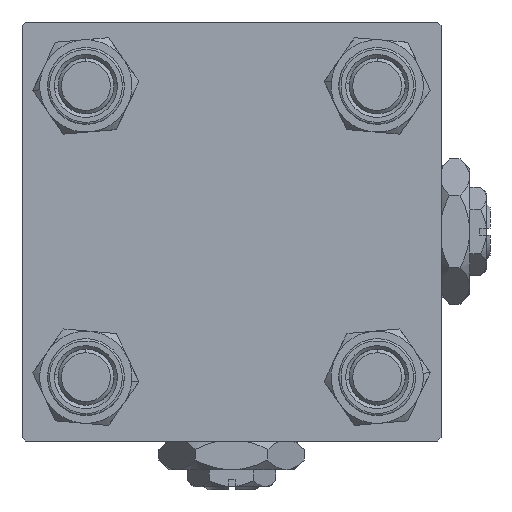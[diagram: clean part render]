
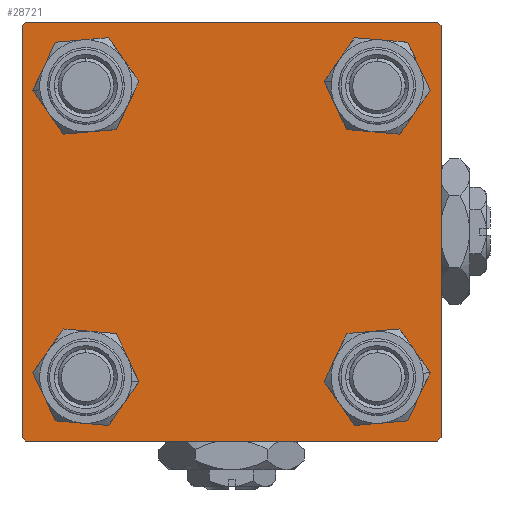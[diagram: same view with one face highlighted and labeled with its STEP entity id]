
A CAD part, left-side view. The second image highlights one B-rep face of the part: STEP entity #28721.
In plain terms, the highlighted planar face has unit normal (-1, 0, 0).
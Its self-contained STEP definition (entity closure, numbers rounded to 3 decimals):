
#289 = CIRCLE ( 'NONE', #49673, 4.5 ) ;
#428 = CARTESIAN_POINT ( 'NONE',  ( 0., 20.85, -25.35 ) ) ;
#613 = VERTEX_POINT ( 'NONE', #12930 ) ;
#638 = EDGE_CURVE ( 'NONE', #22908, #33337, #10641, .T. ) ;
#641 = CIRCLE ( 'NONE', #33873, 4.5 ) ;
#781 = CARTESIAN_POINT ( 'NONE',  ( 0., -29.5, -30. ) ) ;
#1183 = VECTOR ( 'NONE', #30552, 1000. ) ;
#1190 = ORIENTED_EDGE ( 'NONE', *, *, #20361, .T. ) ;
#1287 = VECTOR ( 'NONE', #40722, 1000. ) ;
#1319 = EDGE_CURVE ( 'NONE', #42362, #30476, #3787, .T. ) ;
#1515 = CARTESIAN_POINT ( 'NONE',  ( 0., 20.85, -16.35 ) ) ;
#1782 = ORIENTED_EDGE ( 'NONE', *, *, #16676, .T. ) ;
#2095 = ORIENTED_EDGE ( 'NONE', *, *, #53686, .T. ) ;
#2134 = EDGE_LOOP ( 'NONE', ( #9968, #1782 ) ) ;
#2222 = AXIS2_PLACEMENT_3D ( 'NONE', #20601, #38758, #11071 ) ;
#2328 = DIRECTION ( 'NONE',  ( 0., 0., 1. ) ) ;
#3142 = PLANE ( 'NONE',  #32947 ) ;
#3437 = FACE_BOUND ( 'NONE', #2134, .T. ) ;
#3787 = LINE ( 'NONE', #16893, #1183 ) ;
#3852 = DIRECTION ( 'NONE',  ( 0., -0.707, -0.707 ) ) ;
#4024 = VERTEX_POINT ( 'NONE', #781 ) ;
#4903 = EDGE_LOOP ( 'NONE', ( #55333, #53345, #34147, #8187, #7481, #2095, #9187, #27860 ) ) ;
#4965 = AXIS2_PLACEMENT_3D ( 'NONE', #41096, #50303, #36642 ) ;
#5072 = DIRECTION ( 'NONE',  ( 0., 0., -1. ) ) ;
#5280 = EDGE_CURVE ( 'NONE', #20640, #11174, #20276, .T. ) ;
#5441 = CARTESIAN_POINT ( 'NONE',  ( 0., 29.5, -30. ) ) ;
#6070 = ORIENTED_EDGE ( 'NONE', *, *, #9454, .T. ) ;
#6522 = CARTESIAN_POINT ( 'NONE',  ( 0., 30., -29.5 ) ) ;
#6864 = ORIENTED_EDGE ( 'NONE', *, *, #48912, .T. ) ;
#7001 = EDGE_CURVE ( 'NONE', #7895, #37052, #289, .T. ) ;
#7481 = ORIENTED_EDGE ( 'NONE', *, *, #40694, .F. ) ;
#7895 = VERTEX_POINT ( 'NONE', #30996 ) ;
#8187 = ORIENTED_EDGE ( 'NONE', *, *, #29423, .T. ) ;
#8873 = VECTOR ( 'NONE', #16436, 1000. ) ;
#8956 = LINE ( 'NONE', #32151, #46294 ) ;
#9187 = ORIENTED_EDGE ( 'NONE', *, *, #1319, .F. ) ;
#9454 = EDGE_CURVE ( 'NONE', #33337, #22908, #50646, .T. ) ;
#9502 = EDGE_CURVE ( 'NONE', #42362, #12811, #11666, .T. ) ;
#9968 = ORIENTED_EDGE ( 'NONE', *, *, #44152, .T. ) ;
#10641 = CIRCLE ( 'NONE', #4965, 4.5 ) ;
#11071 = DIRECTION ( 'NONE',  ( 0., 0., 1. ) ) ;
#11174 = VERTEX_POINT ( 'NONE', #1515 ) ;
#11466 = CARTESIAN_POINT ( 'NONE',  ( 0., 0., 0. ) ) ;
#11587 = VERTEX_POINT ( 'NONE', #47165 ) ;
#11666 = LINE ( 'NONE', #30409, #8873 ) ;
#11758 = FACE_BOUND ( 'NONE', #51520, .T. ) ;
#12723 = EDGE_CURVE ( 'NONE', #40926, #4024, #32282, .T. ) ;
#12811 = VERTEX_POINT ( 'NONE', #56063 ) ;
#12930 = CARTESIAN_POINT ( 'NONE',  ( 0., -20.85, 25.35 ) ) ;
#14000 = CIRCLE ( 'NONE', #42489, 4.5 ) ;
#14280 = VERTEX_POINT ( 'NONE', #21838 ) ;
#14810 = AXIS2_PLACEMENT_3D ( 'NONE', #43050, #57348, #48386 ) ;
#14995 = DIRECTION ( 'NONE',  ( 0., 0., 1. ) ) ;
#15351 = ORIENTED_EDGE ( 'NONE', *, *, #638, .T. ) ;
#15580 = ORIENTED_EDGE ( 'NONE', *, *, #5280, .T. ) ;
#15952 = DIRECTION ( 'NONE',  ( -1., 0., 0. ) ) ;
#16436 = DIRECTION ( 'NONE',  ( 0., 0.707, -0.707 ) ) ;
#16676 = EDGE_CURVE ( 'NONE', #14280, #613, #54740, .T. ) ;
#16893 = CARTESIAN_POINT ( 'NONE',  ( 0., 30., 30. ) ) ;
#18610 = DIRECTION ( 'NONE',  ( 0., -1., 0. ) ) ;
#18611 = EDGE_LOOP ( 'NONE', ( #1190, #39884 ) ) ;
#19557 = CARTESIAN_POINT ( 'NONE',  ( 0., -30., 29.5 ) ) ;
#19899 = DIRECTION ( 'NONE',  ( 1., 0., 0. ) ) ;
#20276 = CIRCLE ( 'NONE', #2222, 4.5 ) ;
#20361 = EDGE_CURVE ( 'NONE', #37052, #7895, #14000, .T. ) ;
#20409 = FACE_OUTER_BOUND ( 'NONE', #4903, .T. ) ;
#20601 = CARTESIAN_POINT ( 'NONE',  ( 0., 20.85, -20.85 ) ) ;
#20640 = VERTEX_POINT ( 'NONE', #428 ) ;
#21407 = VECTOR ( 'NONE', #57242, 1000. ) ;
#21779 = CARTESIAN_POINT ( 'NONE',  ( 0., 20.85, 20.85 ) ) ;
#21838 = CARTESIAN_POINT ( 'NONE',  ( 0., -20.85, 16.35 ) ) ;
#22528 = AXIS2_PLACEMENT_3D ( 'NONE', #38284, #46631, #33816 ) ;
#22580 = CARTESIAN_POINT ( 'NONE',  ( 0., -29.75, -29.75 ) ) ;
#22908 = VERTEX_POINT ( 'NONE', #50184 ) ;
#23121 = DIRECTION ( 'NONE',  ( 0., 0., 1. ) ) ;
#24978 = CARTESIAN_POINT ( 'NONE',  ( 0., -20.85, -16.35 ) ) ;
#25156 = FACE_BOUND ( 'NONE', #50235, .T. ) ;
#25449 = DIRECTION ( 'NONE',  ( 0., 0., 1. ) ) ;
#27860 = ORIENTED_EDGE ( 'NONE', *, *, #9502, .T. ) ;
#28721 = ADVANCED_FACE ( 'NONE', ( #3437, #25156, #11758, #52519, #20409 ), #3142, .T. ) ;
#28789 = CARTESIAN_POINT ( 'NONE',  ( 0., 29.5, 30. ) ) ;
#29423 = EDGE_CURVE ( 'NONE', #4024, #11587, #54993, .T. ) ;
#30409 = CARTESIAN_POINT ( 'NONE',  ( 0., 29.75, 29.75 ) ) ;
#30476 = VERTEX_POINT ( 'NONE', #58762 ) ;
#30552 = DIRECTION ( 'NONE',  ( 0., -1., 0. ) ) ;
#30996 = CARTESIAN_POINT ( 'NONE',  ( 0., 20.85, 16.35 ) ) ;
#32037 = DIRECTION ( 'NONE',  ( 1., 0., 0. ) ) ;
#32151 = CARTESIAN_POINT ( 'NONE',  ( 0., 30., 30. ) ) ;
#32282 = LINE ( 'NONE', #41215, #56512 ) ;
#32947 = AXIS2_PLACEMENT_3D ( 'NONE', #11466, #15952, #25449 ) ;
#33145 = CARTESIAN_POINT ( 'NONE',  ( 0., -20.85, -20.85 ) ) ;
#33337 = VERTEX_POINT ( 'NONE', #24978 ) ;
#33588 = EDGE_CURVE ( 'NONE', #57158, #40926, #53234, .T. ) ;
#33816 = DIRECTION ( 'NONE',  ( 0., 0., 1. ) ) ;
#33873 = AXIS2_PLACEMENT_3D ( 'NONE', #48121, #19899, #2328 ) ;
#34147 = ORIENTED_EDGE ( 'NONE', *, *, #12723, .T. ) ;
#36003 = CARTESIAN_POINT ( 'NONE',  ( 0., -29.75, 29.75 ) ) ;
#36214 = CARTESIAN_POINT ( 'NONE',  ( 0., 20.85, 20.85 ) ) ;
#36284 = DIRECTION ( 'NONE',  ( 0., 0.707, 0.707 ) ) ;
#36349 = DIRECTION ( 'NONE',  ( 0., 0., 1. ) ) ;
#36642 = DIRECTION ( 'NONE',  ( 0., 0., 1. ) ) ;
#37052 = VERTEX_POINT ( 'NONE', #40623 ) ;
#38284 = CARTESIAN_POINT ( 'NONE',  ( 0., -20.85, 20.85 ) ) ;
#38758 = DIRECTION ( 'NONE',  ( 1., 0., 0. ) ) ;
#39084 = CARTESIAN_POINT ( 'NONE',  ( 0., -30., 30. ) ) ;
#39884 = ORIENTED_EDGE ( 'NONE', *, *, #7001, .T. ) ;
#40623 = CARTESIAN_POINT ( 'NONE',  ( 0., 20.85, 25.35 ) ) ;
#40694 = EDGE_CURVE ( 'NONE', #46376, #11587, #47986, .T. ) ;
#40722 = DIRECTION ( 'NONE',  ( 0., -0.707, 0.707 ) ) ;
#40926 = VERTEX_POINT ( 'NONE', #5441 ) ;
#41096 = CARTESIAN_POINT ( 'NONE',  ( 0., -20.85, -20.85 ) ) ;
#41215 = CARTESIAN_POINT ( 'NONE',  ( 0., 30., -30. ) ) ;
#42362 = VERTEX_POINT ( 'NONE', #28789 ) ;
#42489 = AXIS2_PLACEMENT_3D ( 'NONE', #36214, #32037, #23121 ) ;
#43050 = CARTESIAN_POINT ( 'NONE',  ( 0., -20.85, 20.85 ) ) ;
#44152 = EDGE_CURVE ( 'NONE', #613, #14280, #49084, .T. ) ;
#44496 = VECTOR ( 'NONE', #36284, 1000. ) ;
#44612 = CARTESIAN_POINT ( 'NONE',  ( 0., 29.75, -29.75 ) ) ;
#45910 = EDGE_CURVE ( 'NONE', #12811, #57158, #8956, .T. ) ;
#46294 = VECTOR ( 'NONE', #5072, 1000. ) ;
#46376 = VERTEX_POINT ( 'NONE', #19557 ) ;
#46631 = DIRECTION ( 'NONE',  ( 1., 0., 0. ) ) ;
#46852 = AXIS2_PLACEMENT_3D ( 'NONE', #33145, #51279, #14995 ) ;
#47165 = CARTESIAN_POINT ( 'NONE',  ( 0., -30., -29.5 ) ) ;
#47986 = LINE ( 'NONE', #39084, #21407 ) ;
#48121 = CARTESIAN_POINT ( 'NONE',  ( 0., 20.85, -20.85 ) ) ;
#48386 = DIRECTION ( 'NONE',  ( 0., 0., 1. ) ) ;
#48912 = EDGE_CURVE ( 'NONE', #11174, #20640, #641, .T. ) ;
#49084 = CIRCLE ( 'NONE', #22528, 4.5 ) ;
#49655 = LINE ( 'NONE', #36003, #44496 ) ;
#49673 = AXIS2_PLACEMENT_3D ( 'NONE', #21779, #49720, #36349 ) ;
#49720 = DIRECTION ( 'NONE',  ( 1., 0., 0. ) ) ;
#50184 = CARTESIAN_POINT ( 'NONE',  ( 0., -20.85, -25.35 ) ) ;
#50235 = EDGE_LOOP ( 'NONE', ( #6070, #15351 ) ) ;
#50303 = DIRECTION ( 'NONE',  ( 1., 0., 0. ) ) ;
#50646 = CIRCLE ( 'NONE', #46852, 4.5 ) ;
#50665 = VECTOR ( 'NONE', #3852, 1000. ) ;
#51279 = DIRECTION ( 'NONE',  ( 1., 0., 0. ) ) ;
#51520 = EDGE_LOOP ( 'NONE', ( #6864, #15580 ) ) ;
#52519 = FACE_BOUND ( 'NONE', #18611, .T. ) ;
#53234 = LINE ( 'NONE', #44612, #50665 ) ;
#53345 = ORIENTED_EDGE ( 'NONE', *, *, #33588, .T. ) ;
#53686 = EDGE_CURVE ( 'NONE', #46376, #30476, #49655, .T. ) ;
#54740 = CIRCLE ( 'NONE', #14810, 4.5 ) ;
#54993 = LINE ( 'NONE', #22580, #1287 ) ;
#55333 = ORIENTED_EDGE ( 'NONE', *, *, #45910, .T. ) ;
#56063 = CARTESIAN_POINT ( 'NONE',  ( 0., 30., 29.5 ) ) ;
#56512 = VECTOR ( 'NONE', #18610, 1000. ) ;
#57158 = VERTEX_POINT ( 'NONE', #6522 ) ;
#57242 = DIRECTION ( 'NONE',  ( 0., 0., -1. ) ) ;
#57348 = DIRECTION ( 'NONE',  ( 1., 0., 0. ) ) ;
#58762 = CARTESIAN_POINT ( 'NONE',  ( 0., -29.5, 30. ) ) ;
